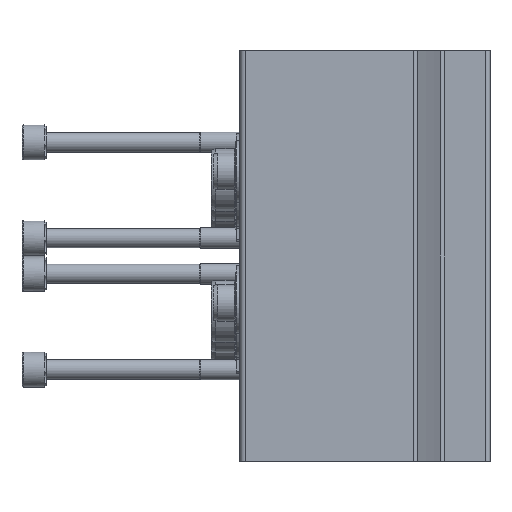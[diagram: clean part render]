
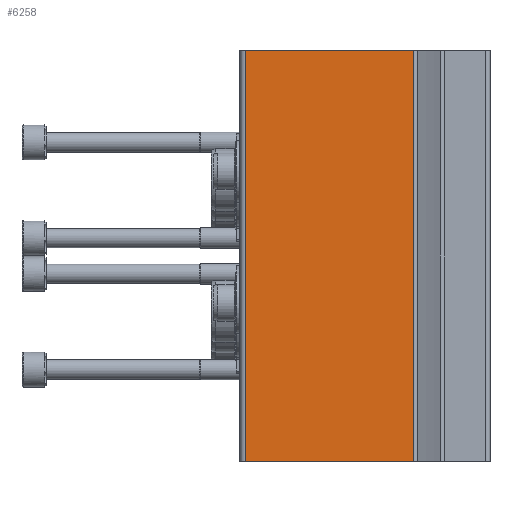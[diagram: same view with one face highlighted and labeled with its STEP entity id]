
A CAD part, left-side view. The second image highlights one B-rep face of the part: STEP entity #6258.
In plain terms, the highlighted planar face has unit normal (-1, 0, 0).
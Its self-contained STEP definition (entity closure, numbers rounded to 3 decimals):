
#183=PLANE('',#6745);
#794=ORIENTED_EDGE('',*,*,#2498,.F.);
#795=ORIENTED_EDGE('',*,*,#2497,.F.);
#796=ORIENTED_EDGE('',*,*,#2499,.T.);
#797=ORIENTED_EDGE('',*,*,#2500,.T.);
#2497=EDGE_CURVE('',#3349,#3347,#3957,.T.);
#2498=EDGE_CURVE('',#3347,#3350,#3958,.T.);
#2499=EDGE_CURVE('',#3349,#3351,#3959,.T.);
#2500=EDGE_CURVE('',#3351,#3350,#3960,.T.);
#3347=VERTEX_POINT('',#9654);
#3349=VERTEX_POINT('',#9658);
#3350=VERTEX_POINT('',#9662);
#3351=VERTEX_POINT('',#9664);
#3957=LINE('',#9659,#4443);
#3958=LINE('',#9661,#4444);
#3959=LINE('',#9663,#4445);
#3960=LINE('',#9665,#4446);
#4443=VECTOR('',#7520,1000.);
#4444=VECTOR('',#7523,1000.);
#4445=VECTOR('',#7524,1000.);
#4446=VECTOR('',#7525,1000.);
#4941=EDGE_LOOP('',(#794,#795,#796,#797));
#5547=FACE_BOUND('',#4941,.T.);
#6258=ADVANCED_FACE('',(#5547),#183,.T.);
#6745=AXIS2_PLACEMENT_3D('',#9660,#7521,#7522);
#7520=DIRECTION('',(0.,0.,1.));
#7521=DIRECTION('',(-1.,0.,0.));
#7522=DIRECTION('',(0.,0.,1.));
#7523=DIRECTION('',(0.,-1.,0.));
#7524=DIRECTION('',(0.,-1.,0.));
#7525=DIRECTION('',(0.,0.,1.));
#9654=CARTESIAN_POINT('',(-72.,59.5,0.));
#9658=CARTESIAN_POINT('',(-72.,59.5,-100.));
#9659=CARTESIAN_POINT('',(-72.,59.5,-100.));
#9660=CARTESIAN_POINT('',(-72.,59.5,-100.));
#9661=CARTESIAN_POINT('',(-72.,59.5,0.));
#9662=CARTESIAN_POINT('',(-72.,18.514,0.));
#9663=CARTESIAN_POINT('',(-72.,59.5,-100.));
#9664=CARTESIAN_POINT('',(-72.,18.514,-100.));
#9665=CARTESIAN_POINT('',(-72.,18.514,-100.));
